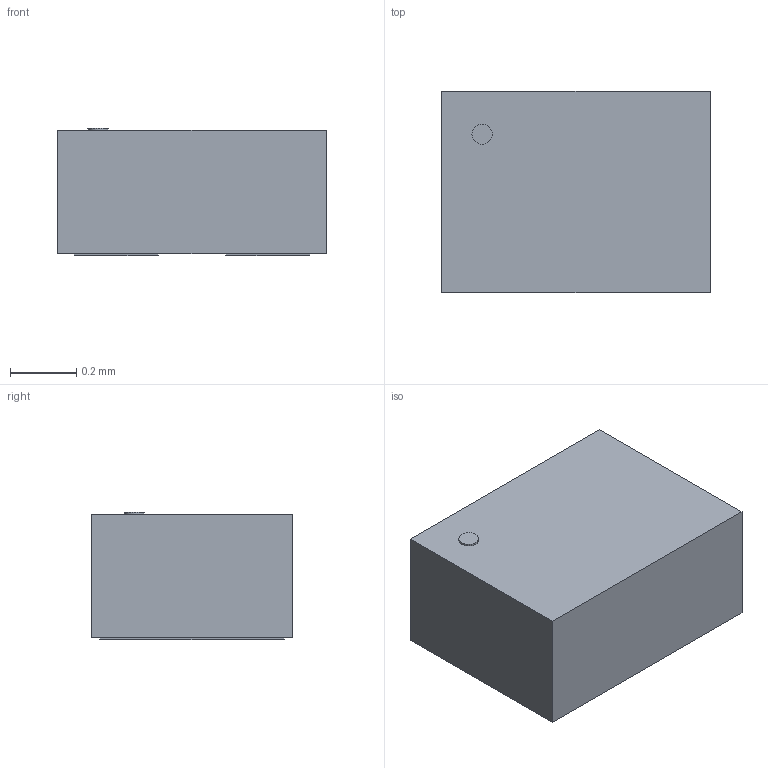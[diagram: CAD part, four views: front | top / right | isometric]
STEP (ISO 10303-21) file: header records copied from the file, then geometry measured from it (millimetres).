
FILE_DESCRIPTION(('STEP AP214'),'1');
FILE_NAME('TRANS_RV1C001Z_ROM','2021-01-14T02:54:18',(''),(''),'','','');
FILE_SCHEMA(('AUTOMOTIVE_DESIGN'));
Length unit declared in the file: millimetre
Products named in the file (1): product
Bounding box: 0.81 x 0.61 x 0.39 mm (x, y, z)
Volume: 0.2 mm3; surface area: 2.6 mm2
Topology: 5 solids, 5 shells, 27 faces, 51 edges, 34 vertices
Faces by surface type: plane 26, cylinder 1
Full cylindrical faces by diameter (mm): 0.061 x1
Entity records: 688 total; most frequent: DIRECTION 110, ORIENTED_EDGE 100, CARTESIAN_POINT 65, EDGE_CURVE 50, LINE 48, VECTOR 48, VERTEX_POINT 34, AXIS2_PLACEMENT_3D 31
